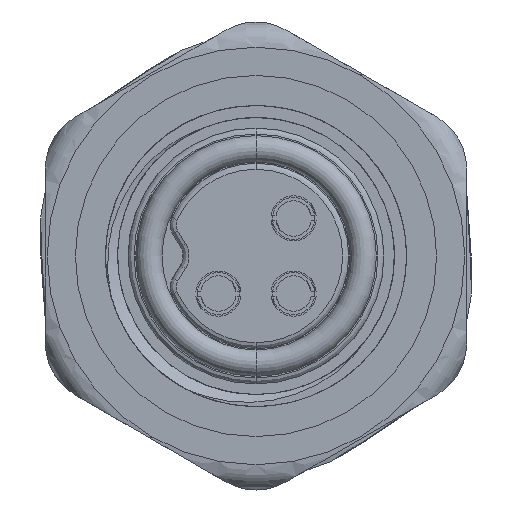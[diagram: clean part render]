
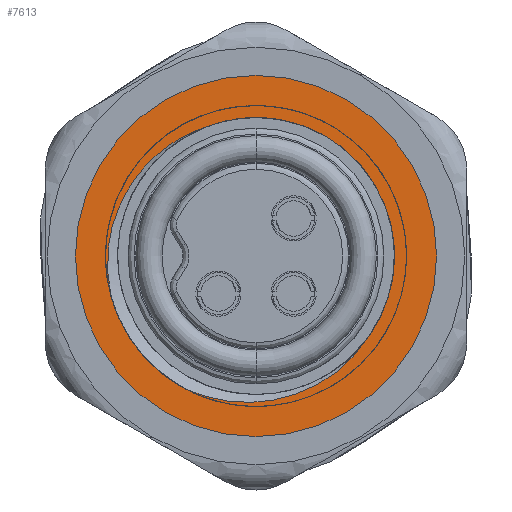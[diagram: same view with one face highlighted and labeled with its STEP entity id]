
A CAD part, left-side view. The second image highlights one B-rep face of the part: STEP entity #7613.
In plain terms, the highlighted face is planar.
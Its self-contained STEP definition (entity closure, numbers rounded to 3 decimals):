
#310 = CARTESIAN_POINT ( 'NONE',  ( 7., -1.939, 1.366 ) ) ;
#527 = CARTESIAN_POINT ( 'NONE',  ( 7., 0., 0. ) ) ;
#557 = CARTESIAN_POINT ( 'NONE',  ( 7., -1.352, 2.01 ) ) ;
#646 = DIRECTION ( 'NONE',  ( 0., 0., 1. ) ) ;
#1674 = CARTESIAN_POINT ( 'NONE',  ( 7., 1.752, 1.784 ) ) ;
#2097 = CARTESIAN_POINT ( 'NONE',  ( 7., -2.185, 0.836 ) ) ;
#3350 = CARTESIAN_POINT ( 'NONE',  ( 7., 0., 0. ) ) ;
#3362 = EDGE_CURVE ( 'NONE', #21075, #19461, #3744, .T. ) ;
#3614 = DIRECTION ( 'NONE',  ( 0., 0., -1. ) ) ;
#3744 = CIRCLE ( 'NONE', #20555, 2.3 ) ;
#3841 = CARTESIAN_POINT ( 'NONE',  ( 7., 1.952, 1.564 ) ) ;
#3848 = CARTESIAN_POINT ( 'NONE',  ( 7., 0., 0. ) ) ;
#3961 = CARTESIAN_POINT ( 'NONE',  ( 7., -2.013, 1.24 ) ) ;
#4160 = EDGE_LOOP ( 'NONE', ( #22632, #22168, #4294, #7504, #23457 ) ) ;
#4294 = ORIENTED_EDGE ( 'NONE', *, *, #22356, .T. ) ;
#5455 = EDGE_LOOP ( 'NONE', ( #11883, #17695 ) ) ;
#5648 = VERTEX_POINT ( 'NONE', #12533 ) ;
#6684 = CARTESIAN_POINT ( 'NONE',  ( 7., 0., 0. ) ) ;
#7287 = CARTESIAN_POINT ( 'NONE',  ( 7., 0., 2.5 ) ) ;
#7332 = CARTESIAN_POINT ( 'NONE',  ( 7., 2.391, 0.478 ) ) ;
#7504 = ORIENTED_EDGE ( 'NONE', *, *, #3362, .T. ) ;
#7613 = ADVANCED_FACE ( 'NONE', ( #16324, #8306 ), #15955, .T. ) ;
#7661 = CARTESIAN_POINT ( 'NONE',  ( 7., 0.646, 2.437 ) ) ;
#7704 = CARTESIAN_POINT ( 'NONE',  ( 7., -0.577, 2.405 ) ) ;
#8186 = CARTESIAN_POINT ( 'NONE',  ( 7., -0.293, 2.472 ) ) ;
#8306 = FACE_BOUND ( 'NONE', #4160, .T. ) ;
#8888 = B_SPLINE_CURVE_WITH_KNOTS ( 'NONE', 3,
 ( #7287, #9170, #7661, #11305, #18963, #1674 ),
 .UNSPECIFIED., .F., .F.,
 ( 4, 2, 4 ),
 ( 0., 0.001, 0.002 ),
 .UNSPECIFIED. ) ;
#9088 = CARTESIAN_POINT ( 'NONE',  ( 7., 1.983, -1.206 ) ) ;
#9170 = CARTESIAN_POINT ( 'NONE',  ( 7., 0.324, 2.5 ) ) ;
#9717 = CARTESIAN_POINT ( 'NONE',  ( 7., -1.77, 1.602 ) ) ;
#10207 = CARTESIAN_POINT ( 'NONE',  ( 7., -0.981, 2.243 ) ) ;
#10293 = CARTESIAN_POINT ( 'NONE',  ( 7., 0., 2.5 ) ) ;
#10513 = VERTEX_POINT ( 'NONE', #22364 ) ;
#11090 = DIRECTION ( 'NONE',  ( -1., 0., 0. ) ) ;
#11103 = CARTESIAN_POINT ( 'NONE',  ( 7., 2.387, -0.112 ) ) ;
#11305 = CARTESIAN_POINT ( 'NONE',  ( 7., 1.246, 2.192 ) ) ;
#11503 = EDGE_CURVE ( 'NONE', #5648, #20710, #13633, .T. ) ;
#11589 = CARTESIAN_POINT ( 'NONE',  ( 7., -1.111, 2.172 ) ) ;
#11883 = ORIENTED_EDGE ( 'NONE', *, *, #11503, .T. ) ;
#12155 = CIRCLE ( 'NONE', #18581, 2.3 ) ;
#12533 = CARTESIAN_POINT ( 'NONE',  ( 7., 0., 3. ) ) ;
#12835 = AXIS2_PLACEMENT_3D ( 'NONE', #13143, #19162, #17273 ) ;
#13143 = CARTESIAN_POINT ( 'NONE',  ( 7., 0., 0. ) ) ;
#13440 = DIRECTION ( 'NONE',  ( -1., 0., 0. ) ) ;
#13444 = EDGE_CURVE ( 'NONE', #18600, #10513, #8888, .T. ) ;
#13470 = CARTESIAN_POINT ( 'NONE',  ( 7., -2.277, 0.409 ) ) ;
#13633 = CIRCLE ( 'NONE', #12835, 3. ) ;
#13715 = CARTESIAN_POINT ( 'NONE',  ( 7., -2.285, 0.263 ) ) ;
#13958 = CARTESIAN_POINT ( 'NONE',  ( 7., -1.465, 1.918 ) ) ;
#13996 = EDGE_CURVE ( 'NONE', #20710, #5648, #19192, .T. ) ;
#14178 = B_SPLINE_CURVE_WITH_KNOTS ( 'NONE', 3,
 ( #22392, #3841, #22901, #16861, #7332, #22524, #11103, #14975, #20778, #20533, #22646, #9088, #22773, #21018 ),
 .UNSPECIFIED., .F., .F.,
 ( 4, 2, 2, 2, 2, 2, 4 ),
 ( 0., 0.001, 0.002, 0.002, 0.003, 0.003, 0.004 ),
 .UNSPECIFIED. ) ;
#14334 = DIRECTION ( 'NONE',  ( 1., 0., 0. ) ) ;
#14975 = CARTESIAN_POINT ( 'NONE',  ( 7., 2.338, -0.401 ) ) ;
#15717 = CARTESIAN_POINT ( 'NONE',  ( 7., -1.674, 1.715 ) ) ;
#15833 = CARTESIAN_POINT ( 'NONE',  ( 7., -0.147, 2.493 ) ) ;
#15955 = PLANE ( 'NONE',  #24367 ) ;
#16324 = FACE_OUTER_BOUND ( 'NONE', #5455, .T. ) ;
#16576 = CARTESIAN_POINT ( 'NONE',  ( 7., -2.285, 0.263 ) ) ;
#16796 = AXIS2_PLACEMENT_3D ( 'NONE', #3848, #17365, #3614 ) ;
#16861 = CARTESIAN_POINT ( 'NONE',  ( 7., 2.332, 0.767 ) ) ;
#17273 = DIRECTION ( 'NONE',  ( 0., 0., -1. ) ) ;
#17365 = DIRECTION ( 'NONE',  ( 1., 0., 0. ) ) ;
#17485 = CARTESIAN_POINT ( 'NONE',  ( 7., -2.255, 0.555 ) ) ;
#17695 = ORIENTED_EDGE ( 'NONE', *, *, #13996, .T. ) ;
#18098 = CARTESIAN_POINT ( 'NONE',  ( 7., 1.797, -1.436 ) ) ;
#18211 = VERTEX_POINT ( 'NONE', #18098 ) ;
#18581 = AXIS2_PLACEMENT_3D ( 'NONE', #527, #13440, #646 ) ;
#18600 = VERTEX_POINT ( 'NONE', #10293 ) ;
#18689 = B_SPLINE_CURVE_WITH_KNOTS ( 'NONE', 3,
 ( #13715, #13470, #17485, #2097, #21386, #3961, #310, #9717, #15717, #13958, #557, #11589, #10207, #19501, #7704, #8186, #15833, #23503 ),
 .UNSPECIFIED., .F., .F.,
 ( 4, 2, 2, 2, 2, 2, 2, 2, 4 ),
 ( 0.002, 0.003, 0.003, 0.003, 0.004, 0.004, 0.005, 0.005, 0.006 ),
 .UNSPECIFIED. ) ;
#18963 = CARTESIAN_POINT ( 'NONE',  ( 7., 1.52, 2.011 ) ) ;
#19162 = DIRECTION ( 'NONE',  ( 1., 0., 0. ) ) ;
#19192 = CIRCLE ( 'NONE', #16796, 3. ) ;
#19226 = EDGE_CURVE ( 'NONE', #10513, #18211, #14178, .T. ) ;
#19348 = EDGE_CURVE ( 'NONE', #19461, #18600, #18689, .T. ) ;
#19461 = VERTEX_POINT ( 'NONE', #16576 ) ;
#19501 = CARTESIAN_POINT ( 'NONE',  ( 7., -0.714, 2.359 ) ) ;
#20533 = CARTESIAN_POINT ( 'NONE',  ( 7., 2.197, -0.822 ) ) ;
#20555 = AXIS2_PLACEMENT_3D ( 'NONE', #3350, #11090, #20766 ) ;
#20710 = VERTEX_POINT ( 'NONE', #21332 ) ;
#20766 = DIRECTION ( 'NONE',  ( 0., 0., 1. ) ) ;
#20778 = CARTESIAN_POINT ( 'NONE',  ( 7., 2.299, -0.545 ) ) ;
#21018 = CARTESIAN_POINT ( 'NONE',  ( 7., 1.797, -1.436 ) ) ;
#21075 = VERTEX_POINT ( 'NONE', #23508 ) ;
#21332 = CARTESIAN_POINT ( 'NONE',  ( 7., 0., -3. ) ) ;
#21386 = CARTESIAN_POINT ( 'NONE',  ( 7., -2.137, 0.974 ) ) ;
#22168 = ORIENTED_EDGE ( 'NONE', *, *, #19226, .T. ) ;
#22356 = EDGE_CURVE ( 'NONE', #18211, #21075, #12155, .T. ) ;
#22364 = CARTESIAN_POINT ( 'NONE',  ( 7., 1.752, 1.784 ) ) ;
#22392 = CARTESIAN_POINT ( 'NONE',  ( 7., 1.752, 1.784 ) ) ;
#22524 = CARTESIAN_POINT ( 'NONE',  ( 7., 2.398, 0.034 ) ) ;
#22632 = ORIENTED_EDGE ( 'NONE', *, *, #13444, .T. ) ;
#22646 = CARTESIAN_POINT ( 'NONE',  ( 7., 2.134, -0.954 ) ) ;
#22773 = CARTESIAN_POINT ( 'NONE',  ( 7., 1.895, -1.327 ) ) ;
#22901 = CARTESIAN_POINT ( 'NONE',  ( 7., 2.109, 1.316 ) ) ;
#23457 = ORIENTED_EDGE ( 'NONE', *, *, #19348, .T. ) ;
#23503 = CARTESIAN_POINT ( 'NONE',  ( 7., 0., 2.5 ) ) ;
#23508 = CARTESIAN_POINT ( 'NONE',  ( 7., 0., -2.3 ) ) ;
#23632 = DIRECTION ( 'NONE',  ( 0., 0., -1. ) ) ;
#24367 = AXIS2_PLACEMENT_3D ( 'NONE', #6684, #14334, #23632 ) ;
